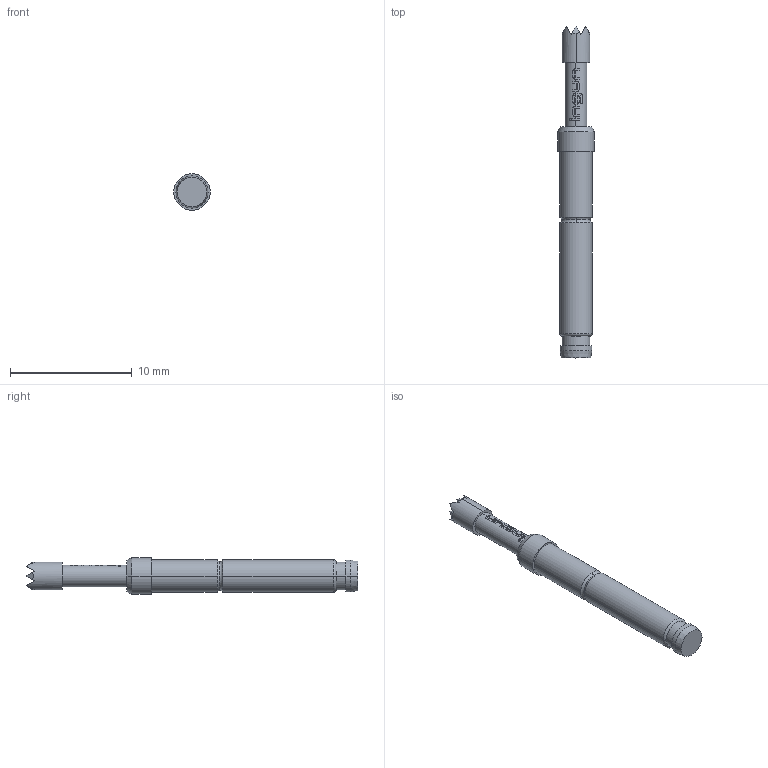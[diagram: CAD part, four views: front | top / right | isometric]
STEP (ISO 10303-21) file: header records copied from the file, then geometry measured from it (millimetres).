
FILE_DESCRIPTION (( 'STEP AP203' ), '1' );
FILE_NAME ('INGUN_GKS-113_306_230_A_xx02.STEP', '2022-01-19T09:29:47', ( 'ochi' ), ( '' ), 'SwSTEP 2.0', 'SolidWorks 2018', '' );
FILE_SCHEMA (( 'CONFIG_CONTROL_DESIGN' ));
Length unit declared in the file: millimetre
Products named in the file (1): INGUN_GKS-113_306_230_A_xx02
Bounding box: 3 x 27.3 x 3 mm (x, y, z)
Volume: 129.8 mm3; surface area: 229.5 mm2
Topology: 1 solids, 1 shells, 146 faces, 378 edges, 239 vertices
Faces by surface type: plane 62, bspline 41, cylinder 33, torus 6, cone 4
Entity records: 5511 total; most frequent: CARTESIAN_POINT 2503, ORIENTED_EDGE 756, DIRECTION 380, EDGE_CURVE 378, VERTEX_POINT 239, B_SPLINE_CURVE_WITH_KNOTS 222, EDGE_LOOP 151, AXIS2_PLACEMENT_3D 148
